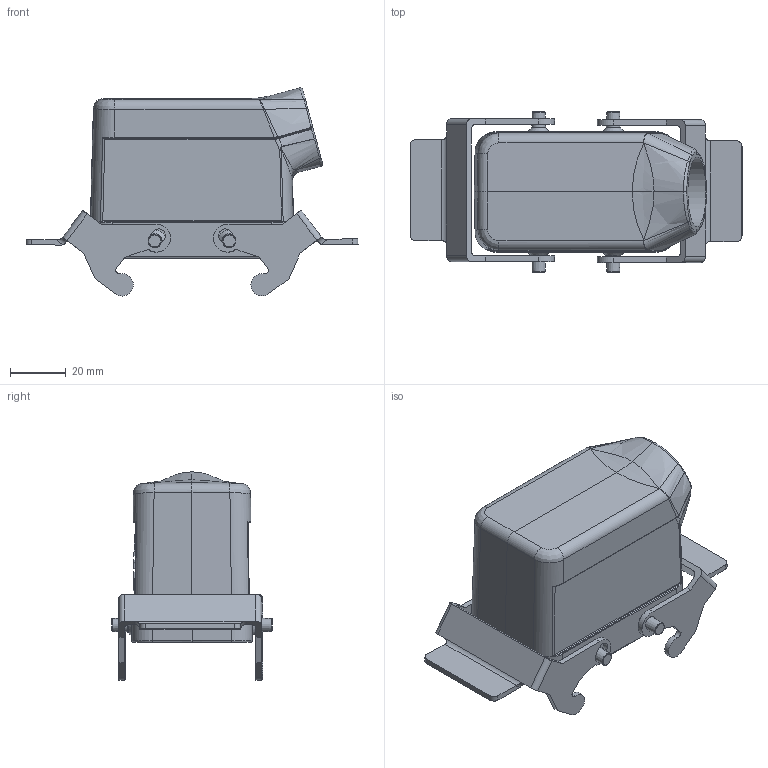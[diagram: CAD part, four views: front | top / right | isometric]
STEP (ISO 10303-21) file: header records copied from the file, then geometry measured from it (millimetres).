
FILE_DESCRIPTION((''),'2;1');
FILE_NAME('04300101565.stp','2020-07-07T14:38:48',('e.eickhoff'),(''),'Autodesk Inventor 2012','Autodesk Inventor 2012','');
FILE_SCHEMA(('AUTOMOTIVE_DESIGN { 1 0 10303 214 1 1 1 1 }'));
Length unit declared in the file: millimetre
Products named in the file (3): 04300101565; Metallbügel Quer
Assembly tree (3 placements, depth 2):
  04300101565
    04300101565
    Metallbügel Quer  x2
Bounding box: 118.57 x 57.2 x 74.35 mm (x, y, z)
Volume: 61900.5 mm3; surface area: 39994.3 mm2
Topology: 3 solids, 3 shells, 513 faces, 1804 edges, 1811 vertices
Faces by surface type: plane 198, bspline 149, cylinder 125, cone 22, torus 15, sphere 4
Full cylindrical faces by diameter (mm): 3 x4, 21 x1, 25 x1
Entity records: 22687 total; most frequent: CARTESIAN_POINT 9486, DIRECTION 2282, ORIENTED_EDGE 2180, EDGE_CURVE 1090, AXIS2_PLACEMENT_3D 804, VERTEX_POINT 676, VECTOR 674, LINE 674
